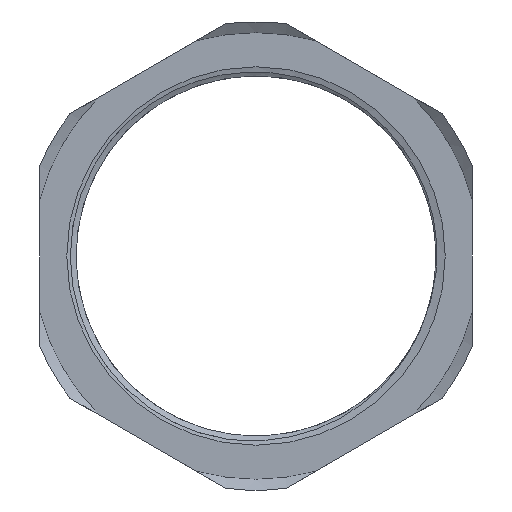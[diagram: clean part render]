
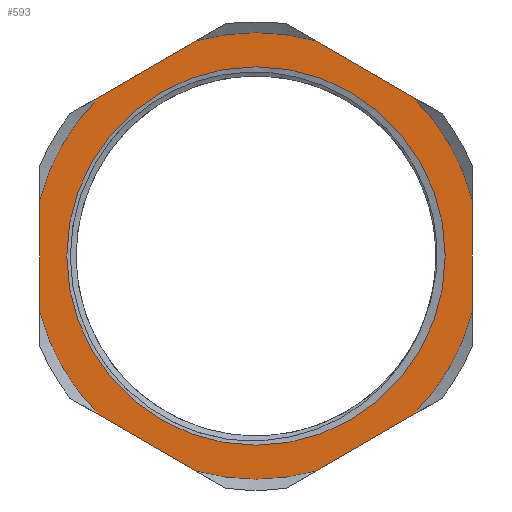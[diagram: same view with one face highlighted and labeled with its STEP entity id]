
A CAD part, left-side view. The second image highlights one B-rep face of the part: STEP entity #593.
In plain terms, the highlighted planar face has unit normal (-1, 0, 0).
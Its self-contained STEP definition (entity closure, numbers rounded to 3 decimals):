
#16=LINE('',#1473,#40);
#20=LINE('',#1498,#44);
#24=LINE('',#1523,#48);
#28=LINE('',#1548,#52);
#32=LINE('',#1573,#56);
#36=LINE('',#1598,#60);
#40=VECTOR('',#694,10.);
#44=VECTOR('',#700,10.);
#48=VECTOR('',#706,10.);
#52=VECTOR('',#712,10.);
#56=VECTOR('',#718,10.);
#60=VECTOR('',#724,10.);
#94=PLANE('',#662);
#108=FACE_BOUND('',#177,.T.);
#140=FACE_OUTER_BOUND('',#176,.T.);
#176=EDGE_LOOP('',(#530,#531,#532,#533,#534,#535,#536,#537,#538,#539,#540,
#541));
#177=EDGE_LOOP('',(#542));
#181=CIRCLE('',#606,26.261);
#202=CIRCLE('',#649,31.);
#203=CIRCLE('',#651,31.);
#204=CIRCLE('',#653,31.);
#205=CIRCLE('',#655,31.);
#206=CIRCLE('',#657,31.);
#209=CIRCLE('',#663,31.);
#224=VERTEX_POINT('',#852);
#235=VERTEX_POINT('',#1468);
#236=VERTEX_POINT('',#1472);
#243=VERTEX_POINT('',#1493);
#244=VERTEX_POINT('',#1497);
#251=VERTEX_POINT('',#1518);
#252=VERTEX_POINT('',#1522);
#259=VERTEX_POINT('',#1543);
#260=VERTEX_POINT('',#1547);
#267=VERTEX_POINT('',#1568);
#268=VERTEX_POINT('',#1572);
#275=VERTEX_POINT('',#1593);
#276=VERTEX_POINT('',#1597);
#284=EDGE_CURVE('',#224,#224,#181,.T.);
#300=EDGE_CURVE('',#236,#235,#16,.T.);
#308=EDGE_CURVE('',#244,#243,#20,.T.);
#316=EDGE_CURVE('',#252,#251,#24,.T.);
#324=EDGE_CURVE('',#260,#259,#28,.T.);
#332=EDGE_CURVE('',#268,#267,#32,.T.);
#340=EDGE_CURVE('',#276,#275,#36,.T.);
#361=EDGE_CURVE('',#260,#275,#202,.T.);
#362=EDGE_CURVE('',#236,#267,#203,.T.);
#363=EDGE_CURVE('',#268,#259,#204,.T.);
#364=EDGE_CURVE('',#276,#251,#205,.T.);
#365=EDGE_CURVE('',#252,#243,#206,.T.);
#368=EDGE_CURVE('',#244,#235,#209,.T.);
#530=ORIENTED_EDGE('',*,*,#300,.T.);
#531=ORIENTED_EDGE('',*,*,#368,.F.);
#532=ORIENTED_EDGE('',*,*,#308,.T.);
#533=ORIENTED_EDGE('',*,*,#365,.F.);
#534=ORIENTED_EDGE('',*,*,#316,.T.);
#535=ORIENTED_EDGE('',*,*,#364,.F.);
#536=ORIENTED_EDGE('',*,*,#340,.T.);
#537=ORIENTED_EDGE('',*,*,#361,.F.);
#538=ORIENTED_EDGE('',*,*,#324,.T.);
#539=ORIENTED_EDGE('',*,*,#363,.F.);
#540=ORIENTED_EDGE('',*,*,#332,.T.);
#541=ORIENTED_EDGE('',*,*,#362,.F.);
#542=ORIENTED_EDGE('',*,*,#284,.T.);
#593=ADVANCED_FACE('',(#140,#108),#94,.T.);
#606=AXIS2_PLACEMENT_3D('',#853,#673,#674);
#649=AXIS2_PLACEMENT_3D('',#1638,#783,#784);
#651=AXIS2_PLACEMENT_3D('',#1640,#787,#788);
#653=AXIS2_PLACEMENT_3D('',#1642,#791,#792);
#655=AXIS2_PLACEMENT_3D('',#1644,#795,#796);
#657=AXIS2_PLACEMENT_3D('',#1646,#799,#800);
#662=AXIS2_PLACEMENT_3D('',#1651,#809,#810);
#663=AXIS2_PLACEMENT_3D('',#1652,#811,#812);
#673=DIRECTION('center_axis',(1.,0.,0.));
#674=DIRECTION('ref_axis',(0.,1.,0.));
#694=DIRECTION('',(0.,0.866,-0.5));
#700=DIRECTION('',(0.,0.,-1.));
#706=DIRECTION('',(0.,-0.866,-0.5));
#712=DIRECTION('',(0.,0.,1.));
#718=DIRECTION('',(0.,0.866,0.5));
#724=DIRECTION('',(0.,-0.866,0.5));
#783=DIRECTION('center_axis',(1.,0.,0.));
#784=DIRECTION('ref_axis',(0.,0.,-1.));
#787=DIRECTION('center_axis',(1.,0.,0.));
#788=DIRECTION('ref_axis',(0.,0.,-1.));
#791=DIRECTION('center_axis',(1.,0.,0.));
#792=DIRECTION('ref_axis',(0.,0.,-1.));
#795=DIRECTION('center_axis',(1.,0.,0.));
#796=DIRECTION('ref_axis',(0.,0.,-1.));
#799=DIRECTION('center_axis',(1.,0.,0.));
#800=DIRECTION('ref_axis',(0.,0.,-1.));
#809=DIRECTION('center_axis',(-1.,0.,0.));
#810=DIRECTION('ref_axis',(0.,0.,1.));
#811=DIRECTION('center_axis',(1.,0.,0.));
#812=DIRECTION('ref_axis',(0.,0.,-1.));
#852=CARTESIAN_POINT('',(-4.6,26.261,0.));
#853=CARTESIAN_POINT('Origin',(-4.6,0.,
0.));
#1468=CARTESIAN_POINT('',(-4.6,21.764,22.076));
#1472=CARTESIAN_POINT('',(-4.6,8.236,29.886));
#1473=CARTESIAN_POINT('',(-4.6,21.212,22.394));
#1493=CARTESIAN_POINT('',(-4.6,30.,-7.81));
#1497=CARTESIAN_POINT('',(-4.6,30.,7.81));
#1498=CARTESIAN_POINT('',(-4.6,30.,6.25));
#1518=CARTESIAN_POINT('',(-4.6,8.236,-29.886));
#1522=CARTESIAN_POINT('',(-4.6,21.764,-22.076));
#1523=CARTESIAN_POINT('',(-4.6,32.038,-16.144));
#1543=CARTESIAN_POINT('',(-4.6,-30.,7.81));
#1547=CARTESIAN_POINT('',(-4.6,-30.,-7.81));
#1548=CARTESIAN_POINT('',(-4.6,-30.,-6.25));
#1568=CARTESIAN_POINT('',(-4.6,-8.236,29.886));
#1572=CARTESIAN_POINT('',(-4.6,-21.764,22.076));
#1573=CARTESIAN_POINT('',(-4.6,-8.788,29.567));
#1593=CARTESIAN_POINT('',(-4.6,-21.764,-22.076));
#1597=CARTESIAN_POINT('',(-4.6,-8.236,-29.886));
#1598=CARTESIAN_POINT('',(-4.6,2.038,-35.817));
#1638=CARTESIAN_POINT('Origin',(-4.6,0.,
0.));
#1640=CARTESIAN_POINT('Origin',(-4.6,0.,
0.));
#1642=CARTESIAN_POINT('Origin',(-4.6,0.,
0.));
#1644=CARTESIAN_POINT('Origin',(-4.6,0.,
0.));
#1646=CARTESIAN_POINT('Origin',(-4.6,0.,
0.));
#1651=CARTESIAN_POINT('Origin',(-4.6,31.,0.));
#1652=CARTESIAN_POINT('Origin',(-4.6,0.,
0.));
